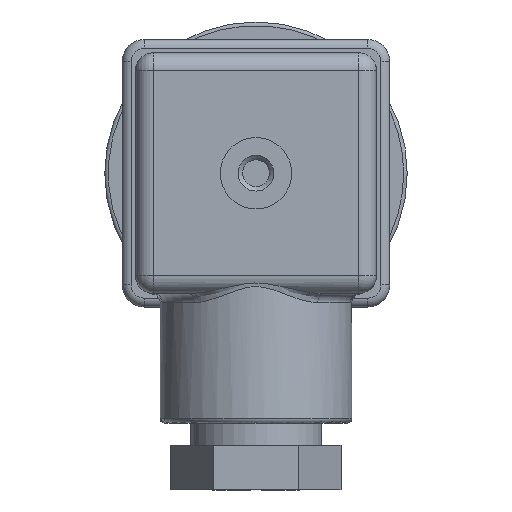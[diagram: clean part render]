
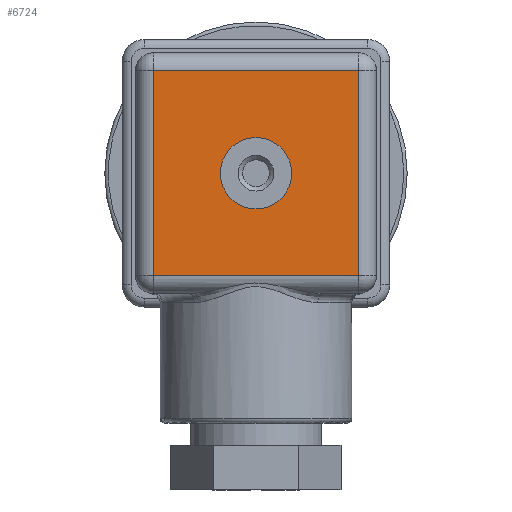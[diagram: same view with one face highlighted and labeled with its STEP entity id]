
A CAD part, front view. The second image highlights one B-rep face of the part: STEP entity #6724.
In plain terms, the highlighted planar face has unit normal (0, -1, 0).
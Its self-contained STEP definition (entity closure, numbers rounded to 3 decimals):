
#211=LINE('',#9697,#566);
#212=LINE('',#9701,#567);
#213=LINE('',#9703,#568);
#214=LINE('',#9705,#569);
#566=VECTOR('',#8123,1000.);
#567=VECTOR('',#8128,1000.);
#568=VECTOR('',#8129,1000.);
#569=VECTOR('',#8130,1000.);
#1465=ORIENTED_EDGE('',*,*,#2414,.T.);
#1466=ORIENTED_EDGE('',*,*,#2429,.T.);
#1467=ORIENTED_EDGE('',*,*,#2430,.T.);
#1468=ORIENTED_EDGE('',*,*,#2431,.T.);
#1469=ORIENTED_EDGE('',*,*,#2427,.T.);
#2414=EDGE_CURVE('',#2967,#2967,#3293,.T.);
#2427=EDGE_CURVE('',#2977,#2976,#211,.T.);
#2429=EDGE_CURVE('',#2976,#2978,#212,.T.);
#2430=EDGE_CURVE('',#2978,#2979,#213,.T.);
#2431=EDGE_CURVE('',#2979,#2977,#214,.T.);
#2967=VERTEX_POINT('',#9663);
#2976=VERTEX_POINT('',#9696);
#2977=VERTEX_POINT('',#9698);
#2978=VERTEX_POINT('',#9702);
#2979=VERTEX_POINT('',#9704);
#3293=CIRCLE('',#7133,4.);
#3677=EDGE_LOOP('',(#1465));
#3678=EDGE_LOOP('',(#1466,#1467,#1468,#1469));
#4100=FACE_BOUND('',#3677,.T.);
#4101=FACE_BOUND('',#3678,.T.);
#4361=PLANE('',#7147);
#6724=ADVANCED_FACE('',(#4100,#4101),#4361,.T.);
#7133=AXIS2_PLACEMENT_3D('',#9662,#8095,#8096);
#7147=AXIS2_PLACEMENT_3D('',#9700,#8126,#8127);
#8095=DIRECTION('',(0.,1.,0.));
#8096=DIRECTION('',(-1.,0.,0.));
#8123=DIRECTION('',(1.,0.,0.));
#8126=DIRECTION('',(0.,-1.,0.));
#8127=DIRECTION('',(-1.,0.,0.));
#8128=DIRECTION('',(0.,0.,1.));
#8129=DIRECTION('',(-1.,0.,0.));
#8130=DIRECTION('',(0.,0.,-1.));
#9662=CARTESIAN_POINT('',(0.,-83.2,0.));
#9663=CARTESIAN_POINT('',(-4.,-83.2,0.));
#9696=CARTESIAN_POINT('',(11.5,-83.2,-11.5));
#9697=CARTESIAN_POINT('',(13.5,-83.2,-11.5));
#9698=CARTESIAN_POINT('',(-11.5,-83.2,-11.5));
#9700=CARTESIAN_POINT('',(0.,-83.2,0.));
#9701=CARTESIAN_POINT('',(11.5,-83.2,13.5));
#9702=CARTESIAN_POINT('',(11.5,-83.2,11.5));
#9703=CARTESIAN_POINT('',(-13.5,-83.2,11.5));
#9704=CARTESIAN_POINT('',(-11.5,-83.2,11.5));
#9705=CARTESIAN_POINT('',(-11.5,-83.2,-13.5));
